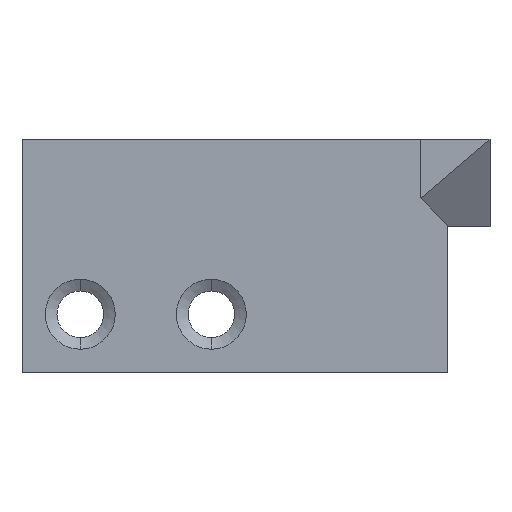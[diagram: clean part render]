
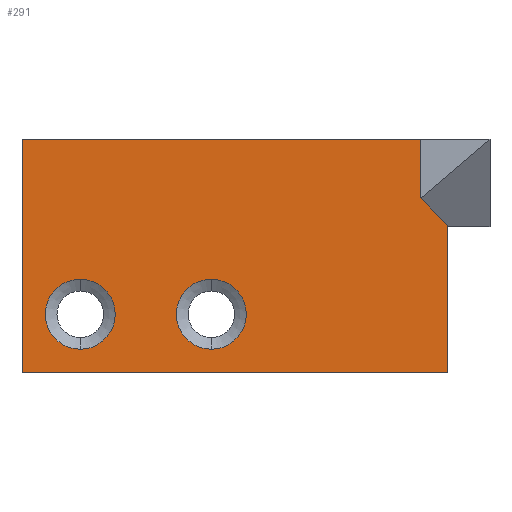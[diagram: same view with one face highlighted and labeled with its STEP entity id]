
A CAD part, front view. The second image highlights one B-rep face of the part: STEP entity #291.
In plain terms, the highlighted planar face has unit normal (0, -1, 0).
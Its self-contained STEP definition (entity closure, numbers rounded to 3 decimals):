
#38 = CARTESIAN_POINT ( 'NONE',  ( 7.581, -1.165, -5. ) ) ;
#48 = CIRCLE ( 'NONE', #2049, 1.2 ) ;
#65 = CARTESIAN_POINT ( 'NONE',  ( -0.54, -1.165, -1.8 ) ) ;
#69 = ORIENTED_EDGE ( 'NONE', *, *, #1909, .F. ) ;
#101 = DIRECTION ( 'NONE',  ( 0., -1., 0. ) ) ;
#121 = VERTEX_POINT ( 'NONE', #2840 ) ;
#208 = LINE ( 'NONE', #2315, #3341 ) ;
#260 = ORIENTED_EDGE ( 'NONE', *, *, #3096, .F. ) ;
#266 = VERTEX_POINT ( 'NONE', #65 ) ;
#289 = DIRECTION ( 'NONE',  ( 0., 0., 1. ) ) ;
#291 = ADVANCED_FACE ( 'NONE', ( #3254, #864, #1094 ), #3223, .F. ) ;
#383 = ORIENTED_EDGE ( 'NONE', *, *, #2271, .F. ) ;
#496 = DIRECTION ( 'NONE',  ( 0., 0., -1. ) ) ;
#539 = CARTESIAN_POINT ( 'NONE',  ( 3.039, -1.165, 3. ) ) ;
#546 = LINE ( 'NONE', #38, #1815 ) ;
#596 = VERTEX_POINT ( 'NONE', #1076 ) ;
#634 = LINE ( 'NONE', #944, #798 ) ;
#665 = EDGE_LOOP ( 'NONE', ( #260, #383 ) ) ;
#668 = CARTESIAN_POINT ( 'NONE',  ( 6.628, -1.165, 3. ) ) ;
#684 = CARTESIAN_POINT ( 'NONE',  ( -7.04, -1.165, -5. ) ) ;
#691 = VERTEX_POINT ( 'NONE', #2972 ) ;
#798 = VECTOR ( 'NONE', #2015, 1000. ) ;
#860 = ORIENTED_EDGE ( 'NONE', *, *, #2260, .T. ) ;
#864 = FACE_BOUND ( 'NONE', #3185, .T. ) ;
#909 = AXIS2_PLACEMENT_3D ( 'NONE', #2261, #2547, #1719 ) ;
#944 = CARTESIAN_POINT ( 'NONE',  ( -7.04, -1.165, -5. ) ) ;
#969 = DIRECTION ( 'NONE',  ( 0., -1., 0. ) ) ;
#973 = DIRECTION ( 'NONE',  ( 1., 0., 0. ) ) ;
#1076 = CARTESIAN_POINT ( 'NONE',  ( 7.581, -1.165, -5. ) ) ;
#1094 = FACE_OUTER_BOUND ( 'NONE', #1206, .T. ) ;
#1109 = DIRECTION ( 'NONE',  ( 0., 1., 0. ) ) ;
#1186 = VERTEX_POINT ( 'NONE', #1202 ) ;
#1192 = CARTESIAN_POINT ( 'NONE',  ( -5.04, -1.165, -3. ) ) ;
#1202 = CARTESIAN_POINT ( 'NONE',  ( -7.04, -1.165, 3. ) ) ;
#1204 = LINE ( 'NONE', #668, #1406 ) ;
#1206 = EDGE_LOOP ( 'NONE', ( #3006, #1716, #3424, #2193, #860, #3004 ) ) ;
#1208 = VERTEX_POINT ( 'NONE', #684 ) ;
#1279 = EDGE_CURVE ( 'NONE', #691, #2472, #3195, .T. ) ;
#1391 = DIRECTION ( 'NONE',  ( -1., 0., 0. ) ) ;
#1406 = VECTOR ( 'NONE', #2809, 1000. ) ;
#1420 = CIRCLE ( 'NONE', #1641, 1.2 ) ;
#1476 = LINE ( 'NONE', #1753, #2134 ) ;
#1641 = AXIS2_PLACEMENT_3D ( 'NONE', #2356, #1831, #496 ) ;
#1680 = CIRCLE ( 'NONE', #2522, 1.2 ) ;
#1716 = ORIENTED_EDGE ( 'NONE', *, *, #2842, .F. ) ;
#1719 = DIRECTION ( 'NONE',  ( 0., 0., -1. ) ) ;
#1753 = CARTESIAN_POINT ( 'NONE',  ( 7.581, -1.165, -5. ) ) ;
#1796 = CARTESIAN_POINT ( 'NONE',  ( -5.04, -1.165, -4.2 ) ) ;
#1815 = VECTOR ( 'NONE', #1391, 1000. ) ;
#1831 = DIRECTION ( 'NONE',  ( 0., -1., 0. ) ) ;
#1843 = ORIENTED_EDGE ( 'NONE', *, *, #2240, .F. ) ;
#1850 = VERTEX_POINT ( 'NONE', #2828 ) ;
#1895 = VERTEX_POINT ( 'NONE', #1796 ) ;
#1909 = EDGE_CURVE ( 'NONE', #1850, #266, #1420, .T. ) ;
#2015 = DIRECTION ( 'NONE',  ( 0., 0., -1. ) ) ;
#2046 = EDGE_CURVE ( 'NONE', #596, #1208, #546, .T. ) ;
#2049 = AXIS2_PLACEMENT_3D ( 'NONE', #1192, #969, #2762 ) ;
#2134 = VECTOR ( 'NONE', #2823, 1000. ) ;
#2188 = EDGE_CURVE ( 'NONE', #121, #2472, #1204, .T. ) ;
#2193 = ORIENTED_EDGE ( 'NONE', *, *, #2046, .F. ) ;
#2240 = EDGE_CURVE ( 'NONE', #266, #1850, #1680, .T. ) ;
#2260 = EDGE_CURVE ( 'NONE', #596, #691, #1476, .T. ) ;
#2261 = CARTESIAN_POINT ( 'NONE',  ( -5.04, -1.165, -3. ) ) ;
#2271 = EDGE_CURVE ( 'NONE', #3423, #1895, #3030, .T. ) ;
#2281 = DIRECTION ( 'NONE',  ( 0., 0., -1. ) ) ;
#2298 = EDGE_CURVE ( 'NONE', #1186, #1208, #634, .T. ) ;
#2315 = CARTESIAN_POINT ( 'NONE',  ( 6.628, -1.165, 3. ) ) ;
#2356 = CARTESIAN_POINT ( 'NONE',  ( -0.54, -1.165, -3. ) ) ;
#2472 = VERTEX_POINT ( 'NONE', #2994 ) ;
#2478 = AXIS2_PLACEMENT_3D ( 'NONE', #539, #1109, #289 ) ;
#2522 = AXIS2_PLACEMENT_3D ( 'NONE', #2526, #101, #2281 ) ;
#2526 = CARTESIAN_POINT ( 'NONE',  ( -0.54, -1.165, -3. ) ) ;
#2547 = DIRECTION ( 'NONE',  ( 0., -1., 0. ) ) ;
#2647 = CARTESIAN_POINT ( 'NONE',  ( 3.833, -1.165, 3.795 ) ) ;
#2677 = VECTOR ( 'NONE', #2895, 1000. ) ;
#2762 = DIRECTION ( 'NONE',  ( 0., 0., -1. ) ) ;
#2809 = DIRECTION ( 'NONE',  ( 0., 0., -1. ) ) ;
#2823 = DIRECTION ( 'NONE',  ( 0., 0., 1. ) ) ;
#2828 = CARTESIAN_POINT ( 'NONE',  ( -0.54, -1.165, -4.2 ) ) ;
#2840 = CARTESIAN_POINT ( 'NONE',  ( 6.628, -1.165, 3. ) ) ;
#2842 = EDGE_CURVE ( 'NONE', #1186, #121, #208, .T. ) ;
#2895 = DIRECTION ( 'NONE',  ( -0.707, 0., 0.707 ) ) ;
#2972 = CARTESIAN_POINT ( 'NONE',  ( 7.581, -1.165, 0.047 ) ) ;
#2994 = CARTESIAN_POINT ( 'NONE',  ( 6.628, -1.165, 1. ) ) ;
#3004 = ORIENTED_EDGE ( 'NONE', *, *, #1279, .T. ) ;
#3006 = ORIENTED_EDGE ( 'NONE', *, *, #2188, .F. ) ;
#3022 = CARTESIAN_POINT ( 'NONE',  ( -5.04, -1.165, -1.8 ) ) ;
#3030 = CIRCLE ( 'NONE', #909, 1.2 ) ;
#3096 = EDGE_CURVE ( 'NONE', #1895, #3423, #48, .T. ) ;
#3185 = EDGE_LOOP ( 'NONE', ( #69, #1843 ) ) ;
#3195 = LINE ( 'NONE', #2647, #2677 ) ;
#3223 = PLANE ( 'NONE',  #2478 ) ;
#3254 = FACE_BOUND ( 'NONE', #665, .T. ) ;
#3341 = VECTOR ( 'NONE', #973, 1000. ) ;
#3423 = VERTEX_POINT ( 'NONE', #3022 ) ;
#3424 = ORIENTED_EDGE ( 'NONE', *, *, #2298, .T. ) ;
